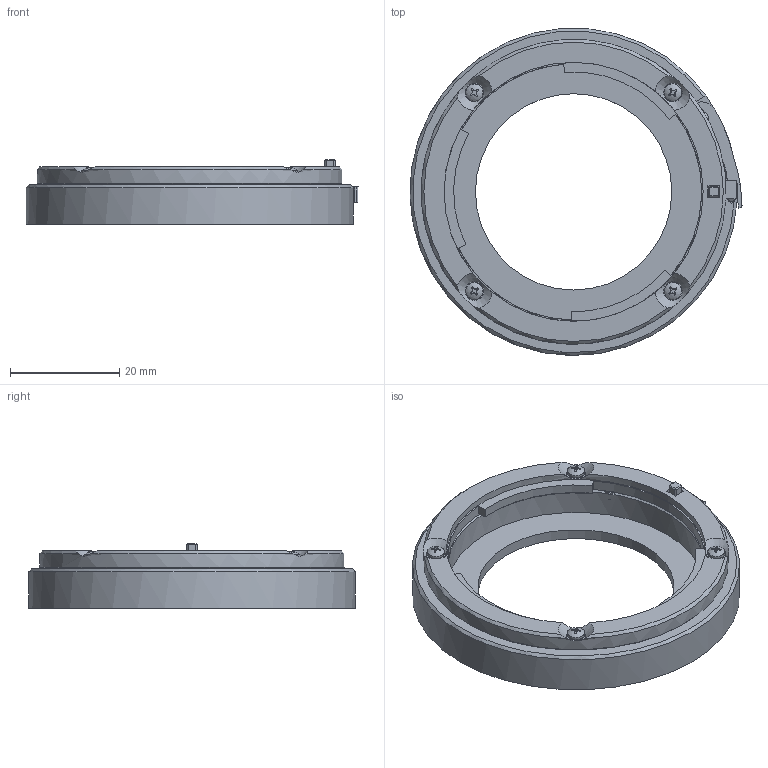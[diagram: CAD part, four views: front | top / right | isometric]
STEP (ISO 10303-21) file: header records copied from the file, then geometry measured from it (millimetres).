
FILE_DESCRIPTION(/* description */ (''),/* implementation_level */ '2;1');
FILE_NAME(/* name */ 'mountBodyBase_nikonF_assembly',/* time_stamp */ '2023-12-06T13:26:46-05:00',/* author */ ('George Moua'),/* organization */ ('Archive 663'),/* preprocessor_version */ 'ST-DEVELOPER v16.7',/* originating_system */ 'Solid Edge',/* authorisation */ 'Unknown');
FILE_SCHEMA (('AUTOMOTIVE_DESIGN {1 0 10303 214 3 1 1}'));
Length unit declared in the file: millimetre
Products named in the file (7): mountLensBase; mountLensBase_nikonF_oa_0; mountBodyBase_pinLock_nikonF; M1.6_panHead_5mm; mountBodyBase_nikonF; mountBodyBase_flange_nikonF; mountBodyBase_pin_nikonF
Assembly tree (10 placements, depth 3):
  mountLensBase
    mountLensBase_nikonF_oa_0
      mountBodyBase_pinLock_nikonF
      M1.6_panHead_5mm  x5
      mountBodyBase_nikonF
      mountBodyBase_flange_nikonF
      mountBodyBase_pin_nikonF
Bounding box: 60.87 x 59.95 x 11.85 mm (x, y, z)
Volume: 11604.9 mm3; surface area: 9369 mm2
Topology: 9 solids, 9 shells, 441 faces, 1478 edges, 1070 vertices
Faces by surface type: plane 183, cylinder 140, cone 61, bspline 37, torus 15, sphere 5
Full cylindrical faces by diameter (mm): 1.4 x5, 1.8 x5, 36 x1, 47 x1, 47.5 x1, 55.9 x1, 60 x1
Entity records: 9586 total; most frequent: CARTESIAN_POINT 4257, ORIENTED_EDGE 1140, DIRECTION 977, EDGE_CURVE 570, VERTEX_POINT 411, AXIS2_PLACEMENT_3D 378, EDGE_LOOP 263, FACE_BOUND 263
